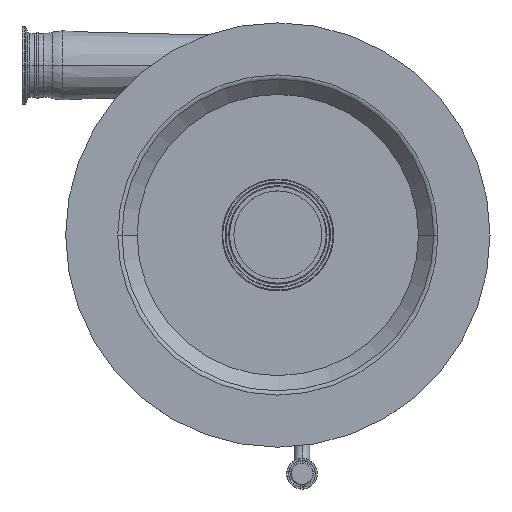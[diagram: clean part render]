
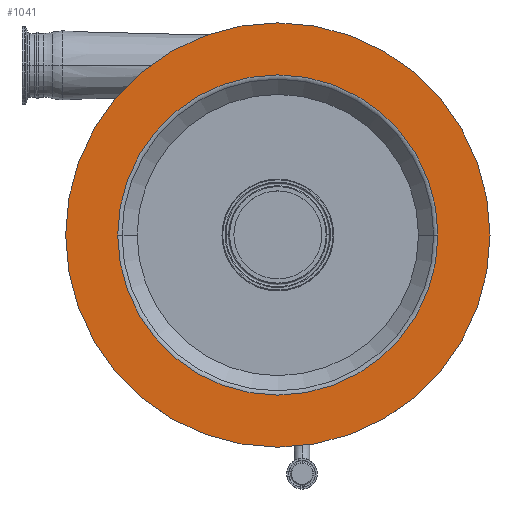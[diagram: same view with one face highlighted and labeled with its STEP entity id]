
A CAD part, top view. The second image highlights one B-rep face of the part: STEP entity #1041.
In plain terms, the highlighted planar face has unit normal (0, 0, 1).
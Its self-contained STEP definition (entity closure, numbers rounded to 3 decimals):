
#247 = AXIS2_PLACEMENT_3D ( 'NONE', #6197, #12483, #16801 ) ;
#487 = EDGE_CURVE ( 'NONE', #12691, #14574, #15809, .T. ) ;
#1041 = ADVANCED_FACE ( 'NONE', ( #8869, #19589 ), #2664, .F. ) ;
#1769 = DIRECTION ( 'NONE',  ( 0., 0., -1. ) ) ;
#2664 = PLANE ( 'NONE',  #12198 ) ;
#3553 = AXIS2_PLACEMENT_3D ( 'NONE', #18876, #1769, #9919 ) ;
#3875 = EDGE_CURVE ( 'NONE', #14574, #12691, #14203, .T. ) ;
#4298 = EDGE_LOOP ( 'NONE', ( #4711, #18328 ) ) ;
#4372 = DIRECTION ( 'NONE',  ( -1., 0., 0. ) ) ;
#4494 = ORIENTED_EDGE ( 'NONE', *, *, #19524, .F. ) ;
#4711 = ORIENTED_EDGE ( 'NONE', *, *, #3875, .T. ) ;
#4800 = CARTESIAN_POINT ( 'NONE',  ( 175., 0., 67. ) ) ;
#5007 = AXIS2_PLACEMENT_3D ( 'NONE', #14984, #7145, #13428 ) ;
#5954 = CARTESIAN_POINT ( 'NONE',  ( 132.071, 0., 67. ) ) ;
#6197 = CARTESIAN_POINT ( 'NONE',  ( 0., 0., 67. ) ) ;
#6577 = CARTESIAN_POINT ( 'NONE',  ( -132.071, 0., 67. ) ) ;
#7145 = DIRECTION ( 'NONE',  ( 0., 0., -1. ) ) ;
#8146 = CIRCLE ( 'NONE', #247, 175. ) ;
#8869 = FACE_BOUND ( 'NONE', #4298, .T. ) ;
#9164 = CIRCLE ( 'NONE', #3553, 175. ) ;
#9919 = DIRECTION ( 'NONE',  ( -1., 0., 0. ) ) ;
#10215 = DIRECTION ( 'NONE',  ( -1., 0., 0. ) ) ;
#11854 = CARTESIAN_POINT ( 'NONE',  ( 0., 175., 67. ) ) ;
#12198 = AXIS2_PLACEMENT_3D ( 'NONE', #11854, #13605, #10215 ) ;
#12204 = EDGE_LOOP ( 'NONE', ( #4494, #12825 ) ) ;
#12483 = DIRECTION ( 'NONE',  ( 0., 0., -1. ) ) ;
#12515 = AXIS2_PLACEMENT_3D ( 'NONE', #18186, #18486, #4372 ) ;
#12691 = VERTEX_POINT ( 'NONE', #5954 ) ;
#12825 = ORIENTED_EDGE ( 'NONE', *, *, #19268, .F. ) ;
#13428 = DIRECTION ( 'NONE',  ( -1., 0., 0. ) ) ;
#13605 = DIRECTION ( 'NONE',  ( 0., 0., -1. ) ) ;
#14203 = CIRCLE ( 'NONE', #5007, 132.071 ) ;
#14574 = VERTEX_POINT ( 'NONE', #6577 ) ;
#14984 = CARTESIAN_POINT ( 'NONE',  ( 0., 0., 67. ) ) ;
#15299 = VERTEX_POINT ( 'NONE', #4800 ) ;
#15809 = CIRCLE ( 'NONE', #12515, 132.071 ) ;
#16391 = CARTESIAN_POINT ( 'NONE',  ( -175., 0., 67. ) ) ;
#16801 = DIRECTION ( 'NONE',  ( -1., 0., 0. ) ) ;
#18186 = CARTESIAN_POINT ( 'NONE',  ( 0., 0., 67. ) ) ;
#18328 = ORIENTED_EDGE ( 'NONE', *, *, #487, .T. ) ;
#18486 = DIRECTION ( 'NONE',  ( 0., 0., -1. ) ) ;
#18876 = CARTESIAN_POINT ( 'NONE',  ( 0., 0., 67. ) ) ;
#19268 = EDGE_CURVE ( 'NONE', #15299, #19690, #8146, .T. ) ;
#19524 = EDGE_CURVE ( 'NONE', #19690, #15299, #9164, .T. ) ;
#19589 = FACE_OUTER_BOUND ( 'NONE', #12204, .T. ) ;
#19690 = VERTEX_POINT ( 'NONE', #16391 ) ;
